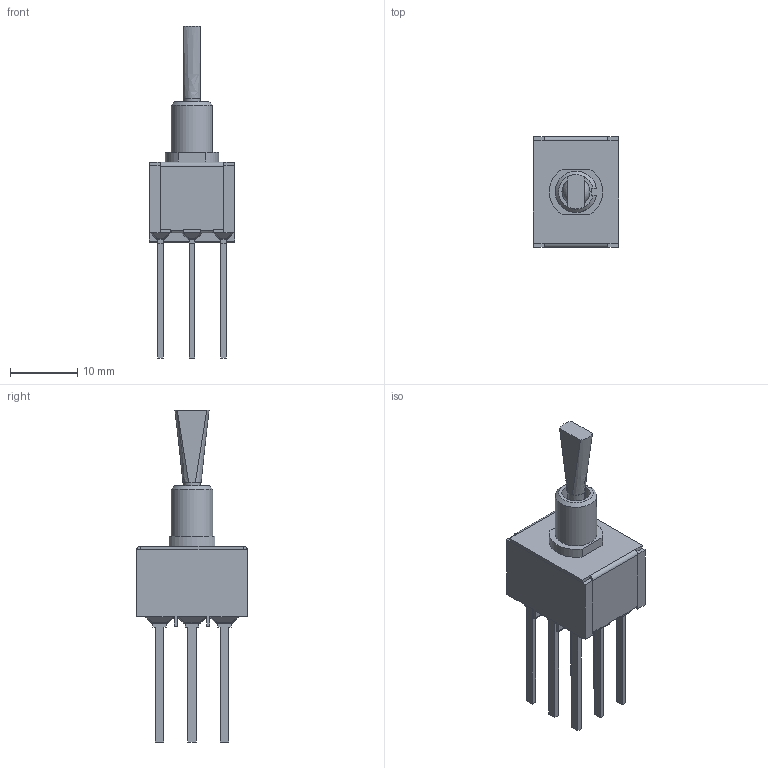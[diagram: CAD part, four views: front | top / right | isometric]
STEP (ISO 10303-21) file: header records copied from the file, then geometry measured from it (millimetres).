
FILE_DESCRIPTION(/* description */ (''),/* implementation_level */ '2;1');
FILE_NAME(/* name */ '1003PxT6B12M51xE.stp',/* time_stamp */ '2025-04-30T14:16:23-05:00',/* author */ ('mroman'),/* organization */ (''),/* preprocessor_version */ 'ST-DEVELOPER v18.1',/* originating_system */ 'Autodesk Inventor 2022',/* authorisation */ '');
FILE_SCHEMA (('AUTOMOTIVE_DESIGN { 1 0 10303 214 3 1 1 }'));
Length unit declared in the file: inch
Products named in the file (1): 1003PxT6B12M51xE
Bounding box: 12.7 x 16.51 x 49.55 mm (x, y, z)
Volume: 2776.5 mm3; surface area: 2329.2 mm2
Topology: 2 solids, 4 shells, 400 faces, 1032 edges, 608 vertices
Faces by surface type: plane 265, cylinder 93, sphere 38, cone 2, bspline 2
Full cylindrical faces by diameter (mm): 4.2 x2
Entity records: 11764 total; most frequent: CARTESIAN_POINT 2071, DIRECTION 2034, ORIENTED_EDGE 1990, EDGE_CURVE 995, LINE 744, VECTOR 744, AXIS2_PLACEMENT_3D 645, VERTEX_POINT 608
